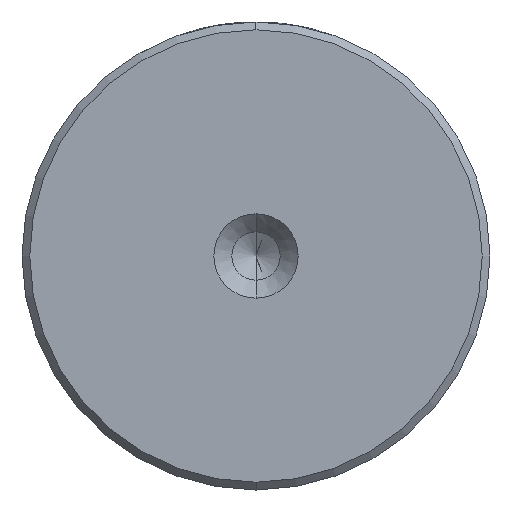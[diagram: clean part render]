
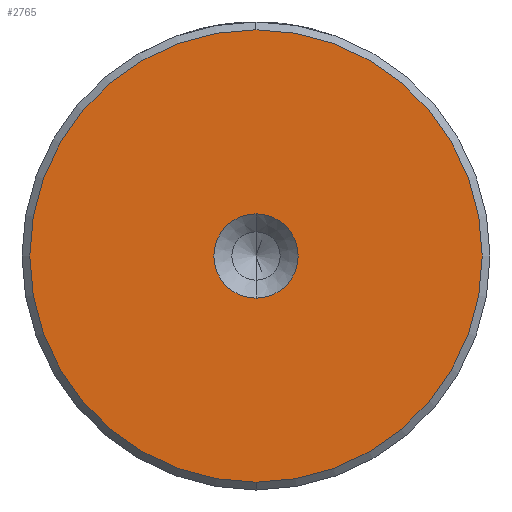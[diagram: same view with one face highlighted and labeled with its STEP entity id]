
A CAD part, left-side view. The second image highlights one B-rep face of the part: STEP entity #2765.
In plain terms, the highlighted planar face has unit normal (-1, 0, 0).
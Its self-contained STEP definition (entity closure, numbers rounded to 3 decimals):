
#134 = CARTESIAN_POINT ( 'NONE',  ( 0., 0., 0. ) ) ;
#353 = DIRECTION ( 'NONE',  ( -1., 0., 0. ) ) ;
#365 = ORIENTED_EDGE ( 'NONE', *, *, #2063, .F. ) ;
#388 = DIRECTION ( 'NONE',  ( 0., 0., 1. ) ) ;
#403 = DIRECTION ( 'NONE',  ( -1., 0., 0. ) ) ;
#676 = CIRCLE ( 'NONE', #2562, 2.7 ) ;
#766 = DIRECTION ( 'NONE',  ( -1., 0., 0. ) ) ;
#931 = CARTESIAN_POINT ( 'NONE',  ( 0., 0., -2.7 ) ) ;
#1032 = DIRECTION ( 'NONE',  ( -1., 0., 0. ) ) ;
#1048 = EDGE_LOOP ( 'NONE', ( #1196, #2582 ) ) ;
#1054 = AXIS2_PLACEMENT_3D ( 'NONE', #1780, #353, #2017 ) ;
#1168 = FACE_BOUND ( 'NONE', #3075, .T. ) ;
#1186 = VERTEX_POINT ( 'NONE', #2542 ) ;
#1196 = ORIENTED_EDGE ( 'NONE', *, *, #1428, .T. ) ;
#1428 = EDGE_CURVE ( 'NONE', #1844, #1186, #2882, .T. ) ;
#1724 = FACE_OUTER_BOUND ( 'NONE', #1048, .T. ) ;
#1780 = CARTESIAN_POINT ( 'NONE',  ( 0., 0., 0. ) ) ;
#1817 = DIRECTION ( 'NONE',  ( -1., 0., 0. ) ) ;
#1844 = VERTEX_POINT ( 'NONE', #2409 ) ;
#2017 = DIRECTION ( 'NONE',  ( 0., 0., 1. ) ) ;
#2031 = AXIS2_PLACEMENT_3D ( 'NONE', #2191, #766, #2436 ) ;
#2063 = EDGE_CURVE ( 'NONE', #2362, #2427, #676, .T. ) ;
#2066 = DIRECTION ( 'NONE',  ( 0., 0., 1. ) ) ;
#2191 = CARTESIAN_POINT ( 'NONE',  ( 0., 0., 0. ) ) ;
#2296 = AXIS2_PLACEMENT_3D ( 'NONE', #2802, #403, #2066 ) ;
#2298 = PLANE ( 'NONE',  #2296 ) ;
#2334 = ORIENTED_EDGE ( 'NONE', *, *, #3119, .F. ) ;
#2362 = VERTEX_POINT ( 'NONE', #931 ) ;
#2403 = CARTESIAN_POINT ( 'NONE',  ( 0., 0., 2.7 ) ) ;
#2409 = CARTESIAN_POINT ( 'NONE',  ( 0., 0., -14.5 ) ) ;
#2427 = VERTEX_POINT ( 'NONE', #2403 ) ;
#2436 = DIRECTION ( 'NONE',  ( 0., 0., 1. ) ) ;
#2473 = CARTESIAN_POINT ( 'NONE',  ( 0., 0., 0. ) ) ;
#2488 = EDGE_CURVE ( 'NONE', #1186, #1844, #2499, .T. ) ;
#2499 = CIRCLE ( 'NONE', #2031, 14.5 ) ;
#2542 = CARTESIAN_POINT ( 'NONE',  ( 0., 0., 14.5 ) ) ;
#2562 = AXIS2_PLACEMENT_3D ( 'NONE', #134, #1817, #388 ) ;
#2582 = ORIENTED_EDGE ( 'NONE', *, *, #2488, .T. ) ;
#2727 = DIRECTION ( 'NONE',  ( 0., 0., 1. ) ) ;
#2765 = ADVANCED_FACE ( 'NONE', ( #1724, #1168 ), #2298, .T. ) ;
#2802 = CARTESIAN_POINT ( 'NONE',  ( 0., 0., 0. ) ) ;
#2882 = CIRCLE ( 'NONE', #1054, 14.5 ) ;
#2887 = AXIS2_PLACEMENT_3D ( 'NONE', #2473, #1032, #2727 ) ;
#3000 = CIRCLE ( 'NONE', #2887, 2.7 ) ;
#3075 = EDGE_LOOP ( 'NONE', ( #2334, #365 ) ) ;
#3119 = EDGE_CURVE ( 'NONE', #2427, #2362, #3000, .T. ) ;
